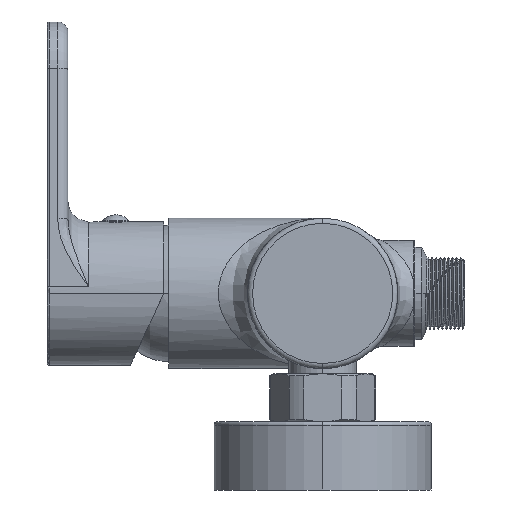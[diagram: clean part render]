
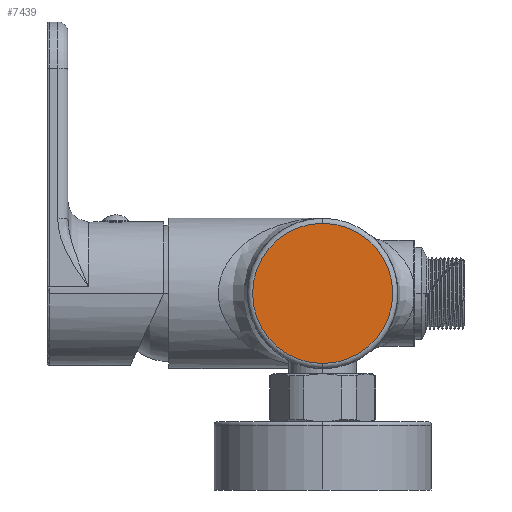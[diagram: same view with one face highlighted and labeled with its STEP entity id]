
A CAD part, left-side view. The second image highlights one B-rep face of the part: STEP entity #7439.
In plain terms, the highlighted planar face has unit normal (-1, 0, 0).
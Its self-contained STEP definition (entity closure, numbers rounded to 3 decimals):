
#979=CARTESIAN_POINT('',(-90.5,0.,0.));
#980=DIRECTION('',(1.,0.,0.));
#981=DIRECTION('',(0.,0.,1.));
#982=AXIS2_PLACEMENT_3D('',#979,#980,#981);
#984=CARTESIAN_POINT('',(-90.5,0.,0.));
#985=DIRECTION('',(1.,0.,0.));
#986=DIRECTION('',(0.,0.,-1.));
#987=AXIS2_PLACEMENT_3D('',#984,#985,#986);
#5065=CARTESIAN_POINT('',(-90.5,0.,20.5));
#5066=CARTESIAN_POINT('',(-90.5,0.,-20.5));
#5067=VERTEX_POINT('',#5065);
#5068=VERTEX_POINT('',#5066);
#7430=CARTESIAN_POINT('',(-90.5,-30.,-40.));
#7431=DIRECTION('',(1.,0.,0.));
#7432=DIRECTION('',(0.,1.,0.));
#7433=AXIS2_PLACEMENT_3D('',#7430,#7431,#7432);
#7434=PLANE('',#7433);
#7435=ORIENTED_EDGE('',*,*,#6389,.T.);
#7436=ORIENTED_EDGE('',*,*,#6416,.T.);
#7437=EDGE_LOOP('',(#7435,#7436));
#7438=FACE_OUTER_BOUND('',#7437,.F.);
#7439=ADVANCED_FACE('',(#7438),#7434,.F.);
#983=CIRCLE('',#982,20.5);
#988=CIRCLE('',#987,20.5);
#6389=EDGE_CURVE('',#5067,#5068,#983,.T.);
#6416=EDGE_CURVE('',#5068,#5067,#988,.T.);
